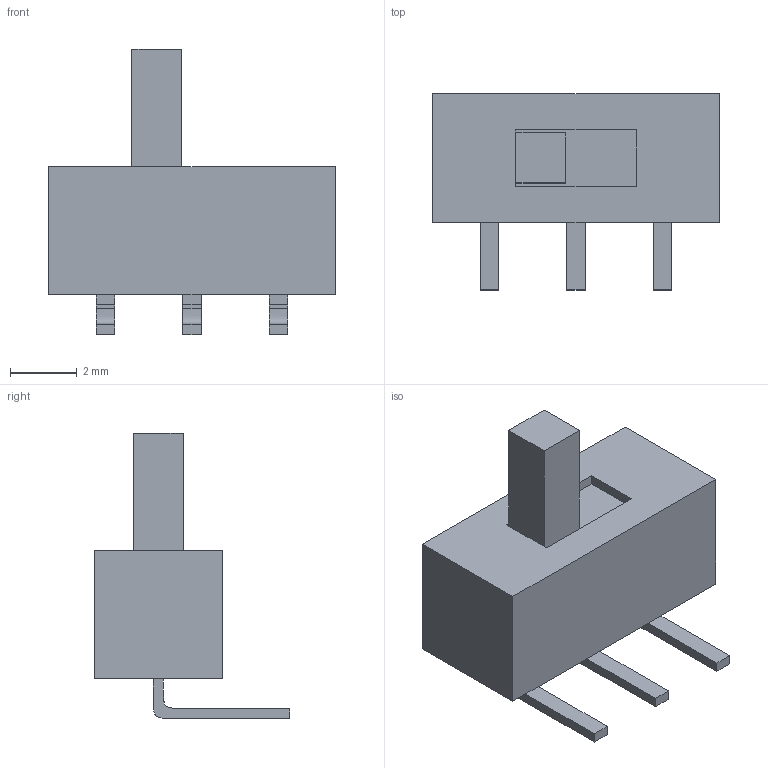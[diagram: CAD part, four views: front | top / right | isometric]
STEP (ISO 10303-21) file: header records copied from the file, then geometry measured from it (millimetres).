
FILE_DESCRIPTION(/* description */ (''),/* implementation_level */ '2;1');
FILE_NAME(/* name */ 'SS12D00G4 1P2T Bent.step',/* time_stamp */ '2017-06-15T23:53:39+02:00',/* author */ (''),/* organization */ (''),/* preprocessor_version */ 'ST-DEVELOPER v16.13',/* originating_system */ 'Autodesk Translation Framework v6.1.1.50',/* authorisation */ '');
FILE_SCHEMA (('AUTOMOTIVE_DESIGN { 1 0 10303 214 3 1 1 }'));
Length unit declared in the file: millimetre
Products named in the file (1): SS12D00G4 1P2T v5
Bounding box: 8.61 x 5.88 x 8.57 mm (x, y, z)
Volume: 136.9 mm3; surface area: 213.5 mm2
Topology: 4 solids, 4 shells, 53 faces, 130 edges, 86 vertices
Faces by surface type: plane 41, bspline 12
Entity records: 1548 total; most frequent: CARTESIAN_POINT 378, ORIENTED_EDGE 260, DIRECTION 190, EDGE_CURVE 130, LINE 106, VECTOR 106, VERTEX_POINT 86, EDGE_LOOP 54
